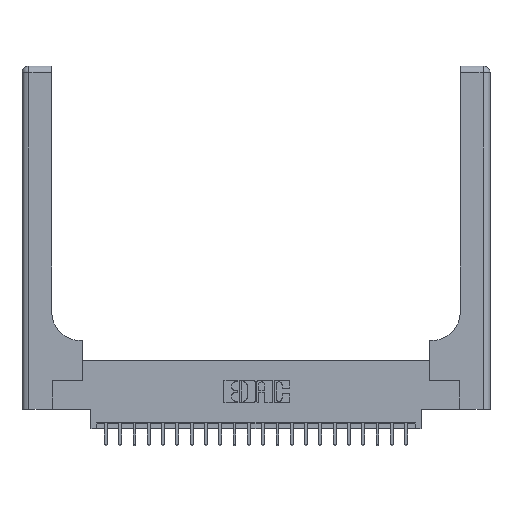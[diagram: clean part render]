
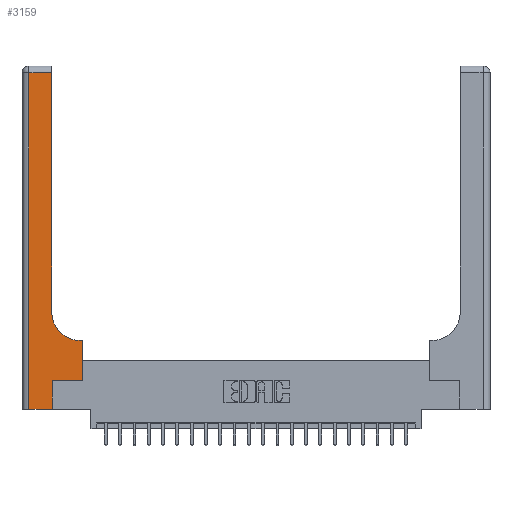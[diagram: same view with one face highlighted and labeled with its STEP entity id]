
A CAD part, top view. The second image highlights one B-rep face of the part: STEP entity #3159.
In plain terms, the highlighted planar face has unit normal (0, 0, 1).
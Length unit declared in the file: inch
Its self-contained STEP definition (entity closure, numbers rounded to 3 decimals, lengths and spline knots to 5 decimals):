
#143 = AXIS2_PLACEMENT_3D ( 'NONE', #21127, #15804, #20792 ) ;
#185 = DIRECTION ( 'NONE',  ( -1., 0., 0. ) ) ;
#449 = CARTESIAN_POINT ( 'NONE',  ( 0.265, 0., 0.37 ) ) ;
#857 = ORIENTED_EDGE ( 'NONE', *, *, #13141, .T. ) ;
#1183 = VECTOR ( 'NONE', #12029, 39.37008 ) ;
#1239 = ORIENTED_EDGE ( 'NONE', *, *, #6342, .T. ) ;
#1354 = DIRECTION ( 'NONE',  ( 0., -1., 0. ) ) ;
#1435 = DIRECTION ( 'NONE',  ( 1., 0., 0. ) ) ;
#2303 = DIRECTION ( 'NONE',  ( 0., 1., 0. ) ) ;
#2948 = VERTEX_POINT ( 'NONE', #4265 ) ;
#3159 = ADVANCED_FACE ( 'NONE', ( #8863 ), #9202, .F. ) ;
#4070 = DIRECTION ( 'NONE',  ( 0., 1., 0. ) ) ;
#4265 = CARTESIAN_POINT ( 'NONE',  ( 0.265, 0., 0.37 ) ) ;
#4442 = VECTOR ( 'NONE', #1354, 39.37008 ) ;
#4618 = EDGE_CURVE ( 'NONE', #7717, #18909, #7280, .T. ) ;
#4647 = EDGE_CURVE ( 'NONE', #16557, #2948, #5093, .T. ) ;
#5093 = LINE ( 'NONE', #10746, #1183 ) ;
#5106 = EDGE_CURVE ( 'NONE', #18012, #6604, #17126, .T. ) ;
#5136 = ORIENTED_EDGE ( 'NONE', *, *, #5851, .T. ) ;
#5851 = EDGE_CURVE ( 'NONE', #21426, #7717, #18864, .T. ) ;
#6120 = EDGE_CURVE ( 'NONE', #6604, #6564, #18043, .T. ) ;
#6320 = CARTESIAN_POINT ( 'NONE',  ( 0.26, 0.85, 0.37 ) ) ;
#6342 = EDGE_CURVE ( 'NONE', #6564, #21390, #14195, .T. ) ;
#6564 = VERTEX_POINT ( 'NONE', #11513 ) ;
#6604 = VERTEX_POINT ( 'NONE', #6320 ) ;
#7246 = DIRECTION ( 'NONE',  ( 0., 0., -1. ) ) ;
#7280 = LINE ( 'NONE', #12253, #10704 ) ;
#7355 = CARTESIAN_POINT ( 'NONE',  ( 0., 3., 0.37 ) ) ;
#7555 = AXIS2_PLACEMENT_3D ( 'NONE', #7355, #7246, #185 ) ;
#7717 = VERTEX_POINT ( 'NONE', #8569 ) ;
#7811 = ORIENTED_EDGE ( 'NONE', *, *, #19472, .T. ) ;
#8415 = EDGE_CURVE ( 'NONE', #21390, #16557, #10241, .T. ) ;
#8564 = DIRECTION ( 'NONE',  ( 0., 1., 0. ) ) ;
#8569 = CARTESIAN_POINT ( 'NONE',  ( 0.528, 0.25, 0.37 ) ) ;
#8863 = FACE_OUTER_BOUND ( 'NONE', #13747, .T. ) ;
#8923 = CARTESIAN_POINT ( 'NONE',  ( 0.26, 0.6, 0.37 ) ) ;
#9202 = PLANE ( 'NONE',  #7555 ) ;
#9565 = LINE ( 'NONE', #449, #14421 ) ;
#10241 = LINE ( 'NONE', #18673, #4442 ) ;
#10704 = VECTOR ( 'NONE', #8564, 39.37008 ) ;
#10746 = CARTESIAN_POINT ( 'NONE',  ( 0., 0., 0.37 ) ) ;
#11444 = CARTESIAN_POINT ( 'NONE',  ( 0.06, 0., 0.37 ) ) ;
#11513 = CARTESIAN_POINT ( 'NONE',  ( 0.26, 2.94, 0.37 ) ) ;
#12029 = DIRECTION ( 'NONE',  ( 1., 0., 0. ) ) ;
#12113 = CARTESIAN_POINT ( 'NONE',  ( 0., 2.94, 0.37 ) ) ;
#12253 = CARTESIAN_POINT ( 'NONE',  ( 0.528, 0.25, 0.37 ) ) ;
#12306 = CARTESIAN_POINT ( 'NONE',  ( 0.528, 0.6, 0.37 ) ) ;
#12777 = VECTOR ( 'NONE', #1435, 39.37008 ) ;
#13141 = EDGE_CURVE ( 'NONE', #2948, #21426, #9565, .T. ) ;
#13188 = CARTESIAN_POINT ( 'NONE',  ( 0.06, 2.94, 0.37 ) ) ;
#13566 = CARTESIAN_POINT ( 'NONE',  ( 0.265, 0.25, 0.37 ) ) ;
#13747 = EDGE_LOOP ( 'NONE', ( #16962, #1239, #20089, #14412, #857, #5136, #14733, #7811, #17017 ) ) ;
#14013 = CARTESIAN_POINT ( 'NONE',  ( 0.51, 0.6, 0.37 ) ) ;
#14195 = LINE ( 'NONE', #12113, #16674 ) ;
#14206 = VECTOR ( 'NONE', #14351, 39.37008 ) ;
#14351 = DIRECTION ( 'NONE',  ( -1., 0., 0. ) ) ;
#14412 = ORIENTED_EDGE ( 'NONE', *, *, #4647, .T. ) ;
#14421 = VECTOR ( 'NONE', #2303, 39.37008 ) ;
#14473 = LINE ( 'NONE', #8923, #14206 ) ;
#14733 = ORIENTED_EDGE ( 'NONE', *, *, #4618, .T. ) ;
#15804 = DIRECTION ( 'NONE',  ( 0., 0., -1. ) ) ;
#16557 = VERTEX_POINT ( 'NONE', #11444 ) ;
#16674 = VECTOR ( 'NONE', #19497, 39.37008 ) ;
#16962 = ORIENTED_EDGE ( 'NONE', *, *, #6120, .T. ) ;
#17017 = ORIENTED_EDGE ( 'NONE', *, *, #5106, .T. ) ;
#17126 = CIRCLE ( 'NONE', #143, 0.25 ) ;
#18012 = VERTEX_POINT ( 'NONE', #14013 ) ;
#18043 = LINE ( 'NONE', #19894, #19224 ) ;
#18673 = CARTESIAN_POINT ( 'NONE',  ( 0.06, 3., 0.37 ) ) ;
#18864 = LINE ( 'NONE', #13566, #12777 ) ;
#18909 = VERTEX_POINT ( 'NONE', #12306 ) ;
#19224 = VECTOR ( 'NONE', #4070, 39.37008 ) ;
#19472 = EDGE_CURVE ( 'NONE', #18909, #18012, #14473, .T. ) ;
#19497 = DIRECTION ( 'NONE',  ( -1., 0., 0. ) ) ;
#19894 = CARTESIAN_POINT ( 'NONE',  ( 0.26, 3., 0.37 ) ) ;
#20089 = ORIENTED_EDGE ( 'NONE', *, *, #8415, .T. ) ;
#20792 = DIRECTION ( 'NONE',  ( 1., 0., 0. ) ) ;
#21127 = CARTESIAN_POINT ( 'NONE',  ( 0.51, 0.85, 0.37 ) ) ;
#21390 = VERTEX_POINT ( 'NONE', #13188 ) ;
#21426 = VERTEX_POINT ( 'NONE', #21634 ) ;
#21634 = CARTESIAN_POINT ( 'NONE',  ( 0.265, 0.25, 0.37 ) ) ;
